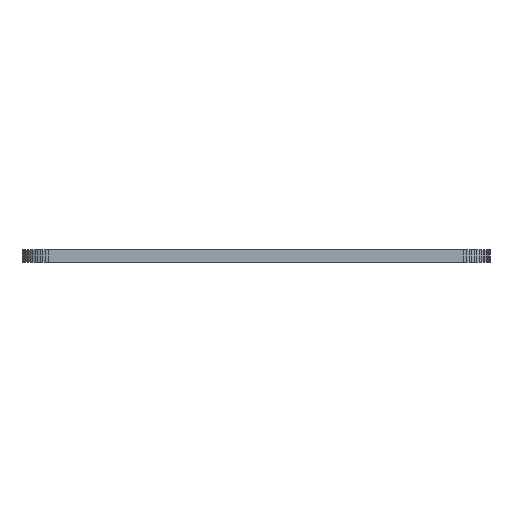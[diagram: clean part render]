
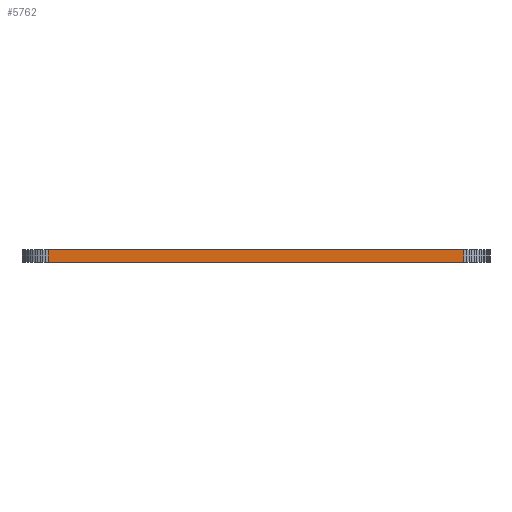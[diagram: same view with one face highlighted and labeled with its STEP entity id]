
A CAD part, left-side view. The second image highlights one B-rep face of the part: STEP entity #5762.
In plain terms, the highlighted planar face has unit normal (-1, 0, 0).
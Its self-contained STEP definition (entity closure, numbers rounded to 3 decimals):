
#90 = PLANE('',#91);
#91 = AXIS2_PLACEMENT_3D('',#92,#93,#94);
#92 = CARTESIAN_POINT('',(0.,31.,1.6));
#93 = DIRECTION('',(-0.,-0.,-1.));
#94 = DIRECTION('',(-1.,0.,0.));
#144 = PLANE('',#145);
#145 = AXIS2_PLACEMENT_3D('',#146,#147,#148);
#146 = CARTESIAN_POINT('',(0.,31.,0.));
#147 = DIRECTION('',(-0.,-0.,-1.));
#148 = DIRECTION('',(-1.,0.,0.));
#1513 = VERTEX_POINT('',#1514);
#1514 = CARTESIAN_POINT('',(-43.,3.5,0.));
#1528 = PLANE('',#1529);
#1529 = AXIS2_PLACEMENT_3D('',#1530,#1531,#1532);
#1530 = CARTESIAN_POINT('',(-42.981,3.134,0.));
#1531 = DIRECTION('',(-0.999,-0.052,0.));
#1532 = DIRECTION('',(-0.052,0.999,0.));
#1540 = EDGE_CURVE('',#1513,#1541,#1543,.T.);
#1541 = VERTEX_POINT('',#1542);
#1542 = CARTESIAN_POINT('',(-43.,58.5,0.));
#1543 = SURFACE_CURVE('',#1544,(#1548,#1555),.PCURVE_S1.);
#1544 = LINE('',#1545,#1546);
#1545 = CARTESIAN_POINT('',(-43.,3.5,0.));
#1546 = VECTOR('',#1547,1.);
#1547 = DIRECTION('',(0.,1.,0.));
#1548 = PCURVE('',#144,#1549);
#1549 = DEFINITIONAL_REPRESENTATION('',(#1550),#1554);
#1550 = LINE('',#1551,#1552);
#1551 = CARTESIAN_POINT('',(43.,-27.5));
#1552 = VECTOR('',#1553,1.);
#1553 = DIRECTION('',(0.,1.));
#1554 = ( GEOMETRIC_REPRESENTATION_CONTEXT(2) 
PARAMETRIC_REPRESENTATION_CONTEXT() REPRESENTATION_CONTEXT('2D SPACE',''
  ) );
#1555 = PCURVE('',#1556,#1561);
#1556 = PLANE('',#1557);
#1557 = AXIS2_PLACEMENT_3D('',#1558,#1559,#1560);
#1558 = CARTESIAN_POINT('',(-43.,3.5,0.));
#1559 = DIRECTION('',(-1.,0.,0.));
#1560 = DIRECTION('',(0.,1.,0.));
#1561 = DEFINITIONAL_REPRESENTATION('',(#1562),#1566);
#1562 = LINE('',#1563,#1564);
#1563 = CARTESIAN_POINT('',(0.,0.));
#1564 = VECTOR('',#1565,1.);
#1565 = DIRECTION('',(1.,0.));
#1566 = ( GEOMETRIC_REPRESENTATION_CONTEXT(2) 
PARAMETRIC_REPRESENTATION_CONTEXT() REPRESENTATION_CONTEXT('2D SPACE',''
  ) );
#1584 = PLANE('',#1585);
#1585 = AXIS2_PLACEMENT_3D('',#1586,#1587,#1588);
#1586 = CARTESIAN_POINT('',(-43.,58.5,0.));
#1587 = DIRECTION('',(-0.999,0.052,0.));
#1588 = DIRECTION('',(0.052,0.999,0.));
#3811 = VERTEX_POINT('',#3812);
#3812 = CARTESIAN_POINT('',(-43.,3.5,1.6));
#3833 = EDGE_CURVE('',#3811,#3834,#3836,.T.);
#3834 = VERTEX_POINT('',#3835);
#3835 = CARTESIAN_POINT('',(-43.,58.5,1.6));
#3836 = SURFACE_CURVE('',#3837,(#3841,#3848),.PCURVE_S1.);
#3837 = LINE('',#3838,#3839);
#3838 = CARTESIAN_POINT('',(-43.,3.5,1.6));
#3839 = VECTOR('',#3840,1.);
#3840 = DIRECTION('',(0.,1.,0.));
#3841 = PCURVE('',#90,#3842);
#3842 = DEFINITIONAL_REPRESENTATION('',(#3843),#3847);
#3843 = LINE('',#3844,#3845);
#3844 = CARTESIAN_POINT('',(43.,-27.5));
#3845 = VECTOR('',#3846,1.);
#3846 = DIRECTION('',(0.,1.));
#3847 = ( GEOMETRIC_REPRESENTATION_CONTEXT(2) 
PARAMETRIC_REPRESENTATION_CONTEXT() REPRESENTATION_CONTEXT('2D SPACE',''
  ) );
#3848 = PCURVE('',#1556,#3849);
#3849 = DEFINITIONAL_REPRESENTATION('',(#3850),#3854);
#3850 = LINE('',#3851,#3852);
#3851 = CARTESIAN_POINT('',(0.,-1.6));
#3852 = VECTOR('',#3853,1.);
#3853 = DIRECTION('',(1.,0.));
#3854 = ( GEOMETRIC_REPRESENTATION_CONTEXT(2) 
PARAMETRIC_REPRESENTATION_CONTEXT() REPRESENTATION_CONTEXT('2D SPACE',''
  ) );
#5712 = EDGE_CURVE('',#1541,#3834,#5713,.T.);
#5713 = SURFACE_CURVE('',#5714,(#5718,#5725),.PCURVE_S1.);
#5714 = LINE('',#5715,#5716);
#5715 = CARTESIAN_POINT('',(-43.,58.5,0.));
#5716 = VECTOR('',#5717,1.);
#5717 = DIRECTION('',(0.,0.,1.));
#5718 = PCURVE('',#1584,#5719);
#5719 = DEFINITIONAL_REPRESENTATION('',(#5720),#5724);
#5720 = LINE('',#5721,#5722);
#5721 = CARTESIAN_POINT('',(0.,0.));
#5722 = VECTOR('',#5723,1.);
#5723 = DIRECTION('',(0.,-1.));
#5724 = ( GEOMETRIC_REPRESENTATION_CONTEXT(2) 
PARAMETRIC_REPRESENTATION_CONTEXT() REPRESENTATION_CONTEXT('2D SPACE',''
  ) );
#5725 = PCURVE('',#1556,#5726);
#5726 = DEFINITIONAL_REPRESENTATION('',(#5727),#5731);
#5727 = LINE('',#5728,#5729);
#5728 = CARTESIAN_POINT('',(55.,0.));
#5729 = VECTOR('',#5730,1.);
#5730 = DIRECTION('',(0.,-1.));
#5731 = ( GEOMETRIC_REPRESENTATION_CONTEXT(2) 
PARAMETRIC_REPRESENTATION_CONTEXT() REPRESENTATION_CONTEXT('2D SPACE',''
  ) );
#5762 = ADVANCED_FACE('',(#5763),#1556,.T.);
#5763 = FACE_BOUND('',#5764,.T.);
#5764 = EDGE_LOOP('',(#5765,#5786,#5787,#5788));
#5765 = ORIENTED_EDGE('',*,*,#5766,.T.);
#5766 = EDGE_CURVE('',#1513,#3811,#5767,.T.);
#5767 = SURFACE_CURVE('',#5768,(#5772,#5779),.PCURVE_S1.);
#5768 = LINE('',#5769,#5770);
#5769 = CARTESIAN_POINT('',(-43.,3.5,0.));
#5770 = VECTOR('',#5771,1.);
#5771 = DIRECTION('',(0.,0.,1.));
#5772 = PCURVE('',#1556,#5773);
#5773 = DEFINITIONAL_REPRESENTATION('',(#5774),#5778);
#5774 = LINE('',#5775,#5776);
#5775 = CARTESIAN_POINT('',(0.,0.));
#5776 = VECTOR('',#5777,1.);
#5777 = DIRECTION('',(0.,-1.));
#5778 = ( GEOMETRIC_REPRESENTATION_CONTEXT(2) 
PARAMETRIC_REPRESENTATION_CONTEXT() REPRESENTATION_CONTEXT('2D SPACE',''
  ) );
#5779 = PCURVE('',#1528,#5780);
#5780 = DEFINITIONAL_REPRESENTATION('',(#5781),#5785);
#5781 = LINE('',#5782,#5783);
#5782 = CARTESIAN_POINT('',(0.366,0.));
#5783 = VECTOR('',#5784,1.);
#5784 = DIRECTION('',(0.,-1.));
#5785 = ( GEOMETRIC_REPRESENTATION_CONTEXT(2) 
PARAMETRIC_REPRESENTATION_CONTEXT() REPRESENTATION_CONTEXT('2D SPACE',''
  ) );
#5786 = ORIENTED_EDGE('',*,*,#3833,.T.);
#5787 = ORIENTED_EDGE('',*,*,#5712,.F.);
#5788 = ORIENTED_EDGE('',*,*,#1540,.F.);
